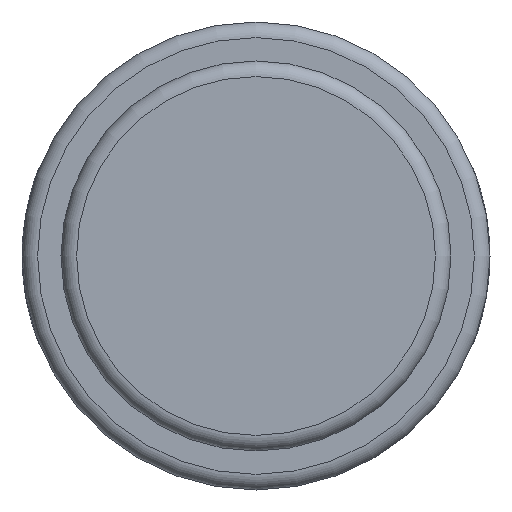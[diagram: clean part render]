
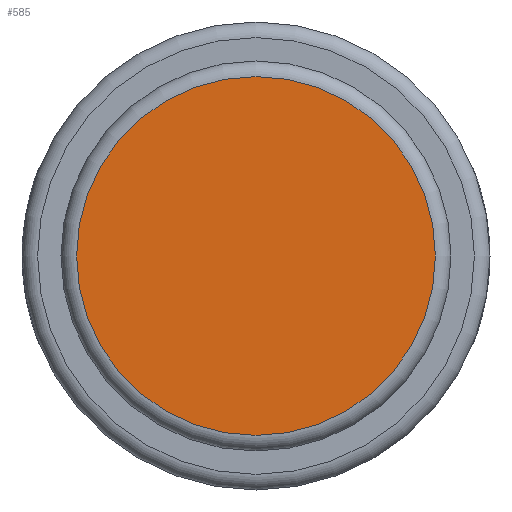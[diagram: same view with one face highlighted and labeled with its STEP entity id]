
A CAD part, front view. The second image highlights one B-rep face of the part: STEP entity #585.
In plain terms, the highlighted planar face has unit normal (0, -1, 0).
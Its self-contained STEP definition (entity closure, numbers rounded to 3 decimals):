
#86=PLANE('',#676);
#140=ORIENTED_EDGE('',*,*,#261,.T.);
#261=EDGE_CURVE('',#327,#327,#374,.T.);
#327=VERTEX_POINT('',#1010);
#374=CIRCLE('',#675,4.6);
#427=EDGE_LOOP('',(#140));
#507=FACE_BOUND('',#427,.T.);
#585=ADVANCED_FACE('',(#507),#86,.F.);
#675=AXIS2_PLACEMENT_3D('',#1009,#794,#795);
#676=AXIS2_PLACEMENT_3D('',#1011,#796,#797);
#794=DIRECTION('',(0.,-1.,0.));
#795=DIRECTION('',(0.,0.,-1.));
#796=DIRECTION('',(0.,1.,0.));
#797=DIRECTION('',(0.,0.,1.));
#1009=CARTESIAN_POINT('',(0.,0.,0.));
#1010=CARTESIAN_POINT('',(0.,0.,-4.6));
#1011=CARTESIAN_POINT('',(4.6,0.,0.));
